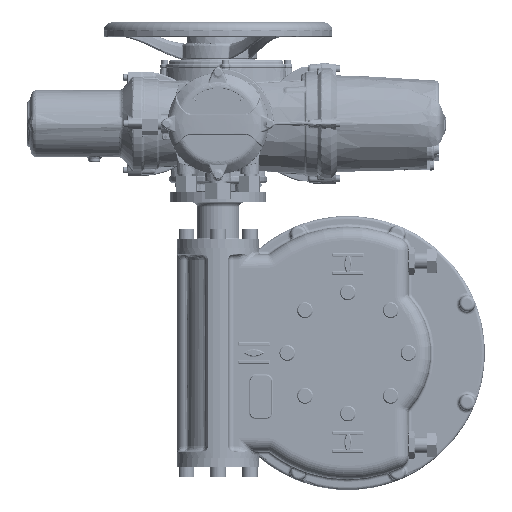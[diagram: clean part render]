
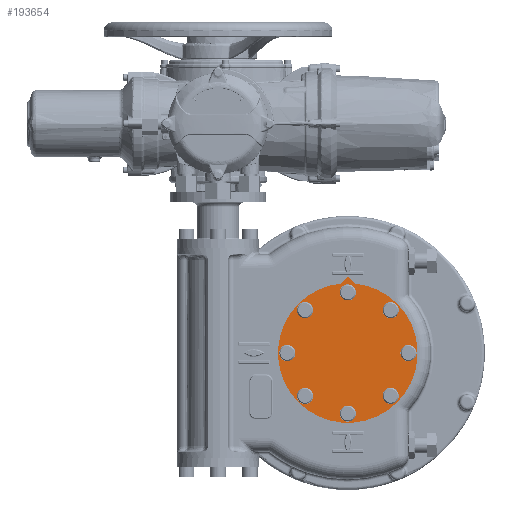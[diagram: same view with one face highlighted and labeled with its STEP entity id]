
A CAD part, front view. The second image highlights one B-rep face of the part: STEP entity #193654.
In plain terms, the highlighted face is planar.
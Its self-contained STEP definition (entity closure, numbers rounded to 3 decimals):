
#12407=CIRCLE('',#205931,132.5);
#12408=CIRCLE('',#205935,15.35);
#12409=CIRCLE('',#205936,15.35);
#12410=CIRCLE('',#205937,15.35);
#12411=CIRCLE('',#205938,15.35);
#12412=CIRCLE('',#205939,15.35);
#12413=CIRCLE('',#205940,15.35);
#12414=CIRCLE('',#205941,15.35);
#12415=CIRCLE('',#205942,15.35);
#55435=ORIENTED_EDGE('',*,*,#78691,.F.);
#55436=ORIENTED_EDGE('',*,*,#78692,.F.);
#55437=ORIENTED_EDGE('',*,*,#78693,.F.);
#55438=ORIENTED_EDGE('',*,*,#78694,.F.);
#55439=ORIENTED_EDGE('',*,*,#78695,.F.);
#55440=ORIENTED_EDGE('',*,*,#78696,.F.);
#55441=ORIENTED_EDGE('',*,*,#78697,.F.);
#55442=ORIENTED_EDGE('',*,*,#78698,.F.);
#55443=ORIENTED_EDGE('',*,*,#78684,.F.);
#55444=ORIENTED_EDGE('',*,*,#78690,.F.);
#55445=ORIENTED_EDGE('',*,*,#78687,.F.);
#78684=EDGE_CURVE('',#92321,#92322,#12407,.T.);
#78687=EDGE_CURVE('',#92322,#92324,#98593,.T.);
#78690=EDGE_CURVE('',#92324,#92321,#98596,.T.);
#78691=EDGE_CURVE('',#92325,#92325,#12408,.T.);
#78692=EDGE_CURVE('',#92326,#92326,#12409,.T.);
#78693=EDGE_CURVE('',#92327,#92327,#12410,.T.);
#78694=EDGE_CURVE('',#92328,#92328,#12411,.T.);
#78695=EDGE_CURVE('',#92329,#92329,#12412,.T.);
#78696=EDGE_CURVE('',#92330,#92330,#12413,.T.);
#78697=EDGE_CURVE('',#92331,#92331,#12414,.T.);
#78698=EDGE_CURVE('',#92332,#92332,#12415,.T.);
#92321=VERTEX_POINT('',#359906);
#92322=VERTEX_POINT('',#359908);
#92324=VERTEX_POINT('',#359914);
#92325=VERTEX_POINT('',#359921);
#92326=VERTEX_POINT('',#359923);
#92327=VERTEX_POINT('',#359925);
#92328=VERTEX_POINT('',#359927);
#92329=VERTEX_POINT('',#359929);
#92330=VERTEX_POINT('',#359931);
#92331=VERTEX_POINT('',#359933);
#92332=VERTEX_POINT('',#359935);
#98593=LINE('',#359913,#103922);
#98596=LINE('',#359918,#103925);
#103922=VECTOR('',#233906,1000.);
#103925=VECTOR('',#233911,1000.);
#113227=EDGE_LOOP('',(#55435));
#113228=EDGE_LOOP('',(#55436));
#113229=EDGE_LOOP('',(#55437));
#113230=EDGE_LOOP('',(#55438));
#113231=EDGE_LOOP('',(#55439));
#113232=EDGE_LOOP('',(#55440));
#113233=EDGE_LOOP('',(#55441));
#113234=EDGE_LOOP('',(#55442));
#113235=EDGE_LOOP('',(#55443,#55444,#55445));
#123006=FACE_BOUND('',#113227,.T.);
#123007=FACE_BOUND('',#113228,.T.);
#123008=FACE_BOUND('',#113229,.T.);
#123009=FACE_BOUND('',#113230,.T.);
#123010=FACE_BOUND('',#113231,.T.);
#123011=FACE_BOUND('',#113232,.T.);
#123012=FACE_BOUND('',#113233,.T.);
#123013=FACE_BOUND('',#113234,.T.);
#123014=FACE_BOUND('',#113235,.T.);
#126627=PLANE('',#205934);
#193654=ADVANCED_FACE('',(#123006,#123007,#123008,#123009,#123010,#123011,
#123012,#123013,#123014),#126627,.F.);
#205931=AXIS2_PLACEMENT_3D('',#359907,#233900,#233901);
#205934=AXIS2_PLACEMENT_3D('',#359919,#233912,#233913);
#205935=AXIS2_PLACEMENT_3D('',#359920,#233914,#233915);
#205936=AXIS2_PLACEMENT_3D('',#359922,#233916,#233917);
#205937=AXIS2_PLACEMENT_3D('',#359924,#233918,#233919);
#205938=AXIS2_PLACEMENT_3D('',#359926,#233920,#233921);
#205939=AXIS2_PLACEMENT_3D('',#359928,#233922,#233923);
#205940=AXIS2_PLACEMENT_3D('',#359930,#233924,#233925);
#205941=AXIS2_PLACEMENT_3D('',#359932,#233926,#233927);
#205942=AXIS2_PLACEMENT_3D('',#359934,#233928,#233929);
#233900=DIRECTION('',(0.,0.,-1.));
#233901=DIRECTION('',(0.,1.,0.));
#233906=DIRECTION('',(0.707,0.707,0.));
#233911=DIRECTION('',(0.707,-0.707,0.));
#233912=DIRECTION('',(0.,0.,-1.));
#233913=DIRECTION('',(0.,-1.,0.));
#233914=DIRECTION('',(0.,0.,1.));
#233915=DIRECTION('',(1.,0.,0.));
#233916=DIRECTION('',(0.,0.,1.));
#233917=DIRECTION('',(-0.707,0.707,0.));
#233918=DIRECTION('',(0.,0.,1.));
#233919=DIRECTION('',(-0.707,-0.707,0.));
#233920=DIRECTION('',(0.,0.,1.));
#233921=DIRECTION('',(0.707,-0.707,0.));
#233922=DIRECTION('',(0.,0.,1.));
#233923=DIRECTION('',(0.,-1.,0.));
#233924=DIRECTION('',(0.,0.,1.));
#233925=DIRECTION('',(-1.,0.,0.));
#233926=DIRECTION('',(0.,0.,1.));
#233927=DIRECTION('',(0.,1.,0.));
#233928=DIRECTION('',(0.,0.,1.));
#233929=DIRECTION('',(0.707,0.707,0.));
#359906=CARTESIAN_POINT('',(13.155,131.845,70.25));
#359907=CARTESIAN_POINT('',(0.,0.,70.25));
#359908=CARTESIAN_POINT('',(-13.155,131.845,70.25));
#359913=CARTESIAN_POINT('',(-13.155,131.845,70.25));
#359914=CARTESIAN_POINT('',(0.,145.,70.25));
#359918=CARTESIAN_POINT('',(0.,145.,70.25));
#359919=CARTESIAN_POINT('',(0.,0.,70.25));
#359920=CARTESIAN_POINT('',(-81.317,81.317,70.25));
#359921=CARTESIAN_POINT('',(-65.967,81.317,70.25));
#359922=CARTESIAN_POINT('',(0.,-115.,70.25));
#359923=CARTESIAN_POINT('',(-10.854,-104.146,70.25));
#359924=CARTESIAN_POINT('',(115.,0.,70.25));
#359925=CARTESIAN_POINT('',(104.146,-10.854,70.25));
#359926=CARTESIAN_POINT('',(0.,115.,70.25));
#359927=CARTESIAN_POINT('',(10.854,104.146,70.25));
#359928=CARTESIAN_POINT('',(81.317,81.317,70.25));
#359929=CARTESIAN_POINT('',(81.317,65.967,70.25));
#359930=CARTESIAN_POINT('',(81.317,-81.317,70.25));
#359931=CARTESIAN_POINT('',(65.967,-81.317,70.25));
#359932=CARTESIAN_POINT('',(-81.317,-81.317,70.25));
#359933=CARTESIAN_POINT('',(-81.317,-65.967,70.25));
#359934=CARTESIAN_POINT('',(-115.,0.,70.25));
#359935=CARTESIAN_POINT('',(-104.146,10.854,70.25));
